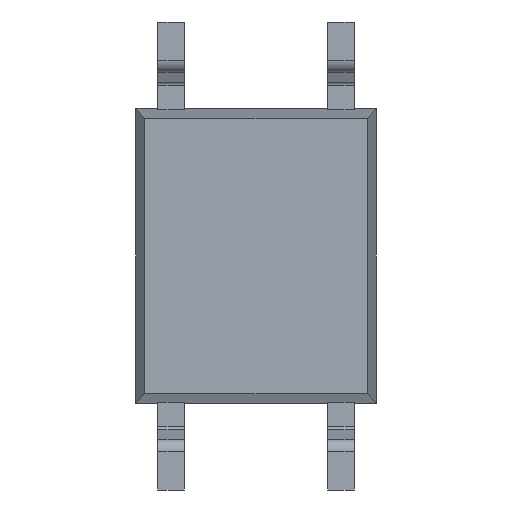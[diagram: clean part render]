
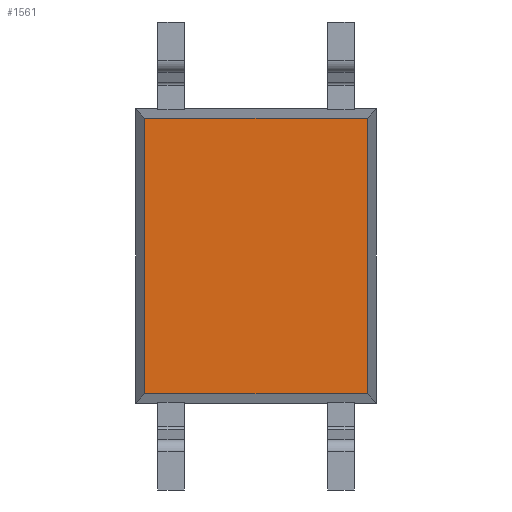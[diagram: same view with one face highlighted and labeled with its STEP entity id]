
A CAD part, front view. The second image highlights one B-rep face of the part: STEP entity #1561.
In plain terms, the highlighted planar face has unit normal (0, -1, 0).
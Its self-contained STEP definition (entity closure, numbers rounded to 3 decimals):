
#198 = ORIENTED_EDGE ( 'NONE', *, *, #1932, .T. ) ;
#212 = CARTESIAN_POINT ( 'NONE',  ( -1.8, -1.3, -2.063 ) ) ;
#219 = PLANE ( 'NONE',  #2088 ) ;
#259 = EDGE_CURVE ( 'NONE', #1838, #1215, #1576, .T. ) ;
#287 = DIRECTION ( 'NONE',  ( 0., 0., -1. ) ) ;
#339 = EDGE_CURVE ( 'NONE', #1215, #2093, #1642, .T. ) ;
#390 = ORIENTED_EDGE ( 'NONE', *, *, #1530, .T. ) ;
#840 = VECTOR ( 'NONE', #1959, 1000. ) ;
#936 = CARTESIAN_POINT ( 'NONE',  ( -1.663, -1.3, 2.063 ) ) ;
#1045 = LINE ( 'NONE', #212, #840 ) ;
#1071 = FACE_OUTER_BOUND ( 'NONE', #2182, .T. ) ;
#1117 = VERTEX_POINT ( 'NONE', #1461 ) ;
#1185 = VECTOR ( 'NONE', #1809, 1000. ) ;
#1215 = VERTEX_POINT ( 'NONE', #936 ) ;
#1231 = LINE ( 'NONE', #1418, #1335 ) ;
#1335 = VECTOR ( 'NONE', #2120, 1000. ) ;
#1374 = CARTESIAN_POINT ( 'NONE',  ( 1.8, -1.3, 2.063 ) ) ;
#1418 = CARTESIAN_POINT ( 'NONE',  ( 1.663, -1.3, -2.2 ) ) ;
#1461 = CARTESIAN_POINT ( 'NONE',  ( 1.663, -1.3, -2.063 ) ) ;
#1530 = EDGE_CURVE ( 'NONE', #2093, #1117, #1045, .T. ) ;
#1533 = CARTESIAN_POINT ( 'NONE',  ( -1.663, -1.3, -2.063 ) ) ;
#1561 = ADVANCED_FACE ( 'NONE', ( #1071 ), #219, .T. ) ;
#1576 = LINE ( 'NONE', #1374, #1832 ) ;
#1642 = LINE ( 'NONE', #1829, #1185 ) ;
#1739 = CARTESIAN_POINT ( 'NONE',  ( 1.663, -1.3, 2.063 ) ) ;
#1809 = DIRECTION ( 'NONE',  ( 0., 0., -1. ) ) ;
#1829 = CARTESIAN_POINT ( 'NONE',  ( -1.663, -1.3, 2.2 ) ) ;
#1832 = VECTOR ( 'NONE', #2061, 1000. ) ;
#1838 = VERTEX_POINT ( 'NONE', #1739 ) ;
#1911 = ORIENTED_EDGE ( 'NONE', *, *, #339, .T. ) ;
#1932 = EDGE_CURVE ( 'NONE', #1117, #1838, #1231, .T. ) ;
#1959 = DIRECTION ( 'NONE',  ( 1., 0., 0. ) ) ;
#1983 = DIRECTION ( 'NONE',  ( 0., -1., 0. ) ) ;
#2061 = DIRECTION ( 'NONE',  ( -1., 0., 0. ) ) ;
#2088 = AXIS2_PLACEMENT_3D ( 'NONE', #2157, #1983, #287 ) ;
#2093 = VERTEX_POINT ( 'NONE', #1533 ) ;
#2120 = DIRECTION ( 'NONE',  ( 0., 0., 1. ) ) ;
#2129 = ORIENTED_EDGE ( 'NONE', *, *, #259, .T. ) ;
#2157 = CARTESIAN_POINT ( 'NONE',  ( 0., -1.3, 0. ) ) ;
#2182 = EDGE_LOOP ( 'NONE', ( #390, #198, #2129, #1911 ) ) ;
